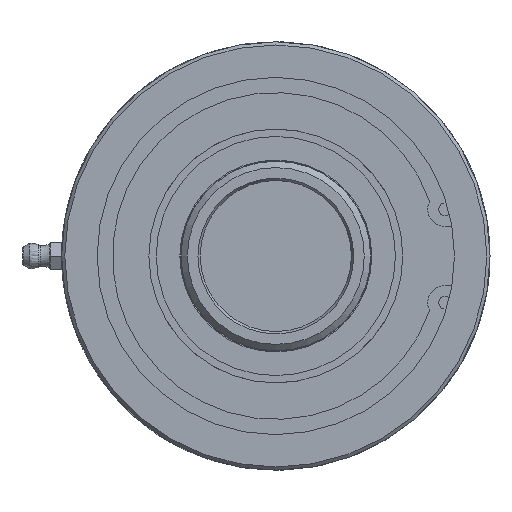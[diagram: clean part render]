
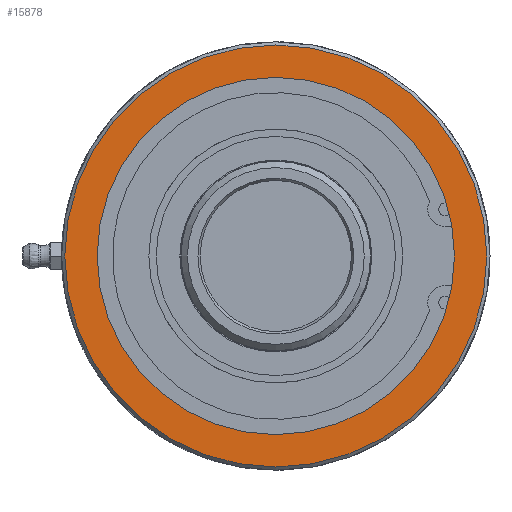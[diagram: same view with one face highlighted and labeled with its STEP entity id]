
A CAD part, left-side view. The second image highlights one B-rep face of the part: STEP entity #15878.
In plain terms, the highlighted planar face has unit normal (-1, 0, 0).
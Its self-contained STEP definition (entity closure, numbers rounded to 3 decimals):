
#173=FACE_BOUND('',#5446,.T.);
#3225=CIRCLE('',#16868,53.2);
#3226=CIRCLE('',#16871,45.035);
#3603=PLANE('',#16870);
#4448=FACE_OUTER_BOUND('',#5445,.T.);
#5445=EDGE_LOOP('',(#14627));
#5446=EDGE_LOOP('',(#14628));
#7829=VERTEX_POINT('',#36172);
#7830=VERTEX_POINT('',#36177);
#10113=EDGE_CURVE('',#7829,#7829,#3225,.T.);
#10115=EDGE_CURVE('',#7830,#7830,#3226,.T.);
#14627=ORIENTED_EDGE('',*,*,#10113,.F.);
#14628=ORIENTED_EDGE('',*,*,#10115,.T.);
#15878=ADVANCED_FACE('',(#4448,#173),#3603,.F.);
#16868=AXIS2_PLACEMENT_3D('',#36173,#19722,#19723);
#16870=AXIS2_PLACEMENT_3D('',#36176,#19727,#19728);
#16871=AXIS2_PLACEMENT_3D('',#36178,#19729,#19730);
#19722=DIRECTION('center_axis',(1.,0.,0.));
#19723=DIRECTION('ref_axis',(0.,-1.,0.));
#19727=DIRECTION('center_axis',(1.,0.,0.));
#19728=DIRECTION('ref_axis',(0.,0.,-1.));
#19729=DIRECTION('center_axis',(1.,0.,0.));
#19730=DIRECTION('ref_axis',(0.,1.,0.));
#36172=CARTESIAN_POINT('',(2.,53.2,0.));
#36173=CARTESIAN_POINT('Origin',(2.,0.,0.));
#36176=CARTESIAN_POINT('Origin',(2.,27.,0.));
#36177=CARTESIAN_POINT('',(2.,-45.035,0.));
#36178=CARTESIAN_POINT('Origin',(2.,0.,0.));
